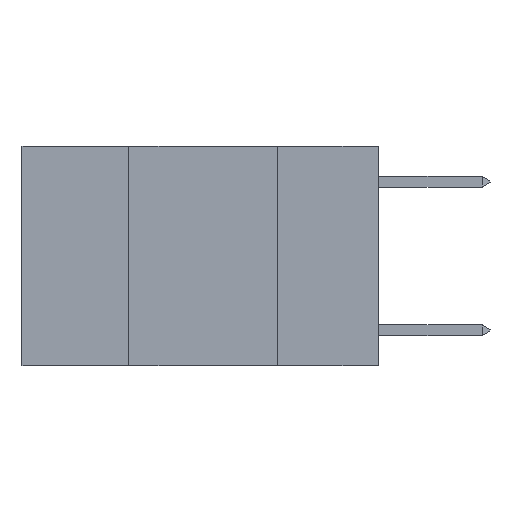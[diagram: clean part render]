
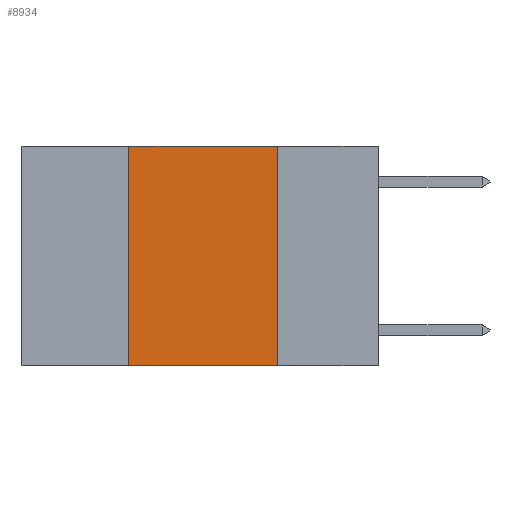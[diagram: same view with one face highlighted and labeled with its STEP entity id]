
A CAD part, left-side view. The second image highlights one B-rep face of the part: STEP entity #8934.
In plain terms, the highlighted planar face has unit normal (-1, 0, 0).
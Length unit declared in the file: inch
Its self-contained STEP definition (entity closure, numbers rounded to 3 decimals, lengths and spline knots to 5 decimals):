
#153 = EDGE_LOOP ( 'NONE', ( #7382, #6265, #6262, #11249 ) ) ;
#255 = VERTEX_POINT ( 'NONE', #8564 ) ;
#883 = EDGE_CURVE ( 'NONE', #4349, #2635, #8311, .T. ) ;
#933 = LINE ( 'NONE', #5511, #4790 ) ;
#1094 = CARTESIAN_POINT ( 'NONE',  ( 0., 0.42, -0.37 ) ) ;
#1274 = EDGE_CURVE ( 'NONE', #255, #8992, #7718, .T. ) ;
#1284 = LINE ( 'NONE', #4778, #5965 ) ;
#1597 = DIRECTION ( 'NONE',  ( 0., 0., -1. ) ) ;
#1928 = DIRECTION ( 'NONE',  ( 0., 0., 1. ) ) ;
#2635 = VERTEX_POINT ( 'NONE', #11016 ) ;
#2673 = VECTOR ( 'NONE', #5119, 39.37008 ) ;
#3347 = AXIS2_PLACEMENT_3D ( 'NONE', #3450, #7013, #1597 ) ;
#3450 = CARTESIAN_POINT ( 'NONE',  ( 0., 0.6, 0. ) ) ;
#4349 = VERTEX_POINT ( 'NONE', #1094 ) ;
#4778 = CARTESIAN_POINT ( 'NONE',  ( 0., 0.6, -0.37 ) ) ;
#4790 = VECTOR ( 'NONE', #9827, 39.37008 ) ;
#5119 = DIRECTION ( 'NONE',  ( 0., 0., -1. ) ) ;
#5297 = EDGE_CURVE ( 'NONE', #4349, #8992, #1284, .T. ) ;
#5398 = CARTESIAN_POINT ( 'NONE',  ( 0., 0.17, -0.37 ) ) ;
#5511 = CARTESIAN_POINT ( 'NONE',  ( 0., 0.6, 0. ) ) ;
#5965 = VECTOR ( 'NONE', #9151, 39.37008 ) ;
#6262 = ORIENTED_EDGE ( 'NONE', *, *, #883, .F. ) ;
#6265 = ORIENTED_EDGE ( 'NONE', *, *, #10900, .F. ) ;
#7013 = DIRECTION ( 'NONE',  ( 1., 0., 0. ) ) ;
#7382 = ORIENTED_EDGE ( 'NONE', *, *, #1274, .F. ) ;
#7718 = LINE ( 'NONE', #11262, #2673 ) ;
#7873 = PLANE ( 'NONE',  #3347 ) ;
#8311 = LINE ( 'NONE', #9975, #9462 ) ;
#8564 = CARTESIAN_POINT ( 'NONE',  ( 0., 0.17, 0. ) ) ;
#8934 = ADVANCED_FACE ( 'NONE', ( #10547 ), #7873, .F. ) ;
#8992 = VERTEX_POINT ( 'NONE', #5398 ) ;
#9151 = DIRECTION ( 'NONE',  ( 0., -1., 0. ) ) ;
#9462 = VECTOR ( 'NONE', #1928, 39.37008 ) ;
#9827 = DIRECTION ( 'NONE',  ( 0., -1., 0. ) ) ;
#9975 = CARTESIAN_POINT ( 'NONE',  ( 0., 0.42, 0. ) ) ;
#10547 = FACE_OUTER_BOUND ( 'NONE', #153, .T. ) ;
#10900 = EDGE_CURVE ( 'NONE', #2635, #255, #933, .T. ) ;
#11016 = CARTESIAN_POINT ( 'NONE',  ( 0., 0.42, 0. ) ) ;
#11249 = ORIENTED_EDGE ( 'NONE', *, *, #5297, .T. ) ;
#11262 = CARTESIAN_POINT ( 'NONE',  ( 0., 0.17, 0. ) ) ;
